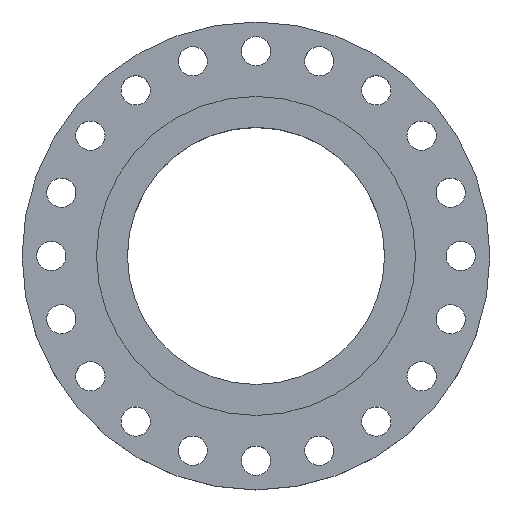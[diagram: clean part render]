
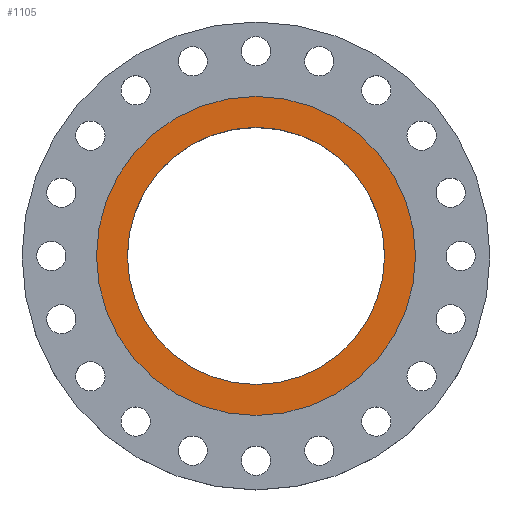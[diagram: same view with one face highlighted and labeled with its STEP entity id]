
A CAD part, top view. The second image highlights one B-rep face of the part: STEP entity #1105.
In plain terms, the highlighted planar face has unit normal (0, 0, 1).
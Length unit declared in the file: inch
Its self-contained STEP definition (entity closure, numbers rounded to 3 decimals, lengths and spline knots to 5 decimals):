
#54 = CARTESIAN_POINT ( 'NONE',  ( 6.045, 0., 0. ) ) ;
#56 = DIRECTION ( 'NONE',  ( 1., 0., 0. ) ) ;
#77 = CARTESIAN_POINT ( 'NONE',  ( 0., 0., 0. ) ) ;
#99 = DIRECTION ( 'NONE',  ( 0., 0., 1. ) ) ;
#150 = DIRECTION ( 'NONE',  ( 1., 0., 0. ) ) ;
#173 = DIRECTION ( 'NONE',  ( 1., 0., 0. ) ) ;
#227 = AXIS2_PLACEMENT_3D ( 'NONE', #77, #99, #732 ) ;
#243 = EDGE_LOOP ( 'NONE', ( #739, #1513 ) ) ;
#251 = CARTESIAN_POINT ( 'NONE',  ( 7.5, 0., 0. ) ) ;
#311 = CARTESIAN_POINT ( 'NONE',  ( -6.045, 0., 0. ) ) ;
#321 = CIRCLE ( 'NONE', #1535, 6.045 ) ;
#351 = DIRECTION ( 'NONE',  ( 0., 0., 1. ) ) ;
#362 = DIRECTION ( 'NONE',  ( -1., 0., 0. ) ) ;
#387 = EDGE_CURVE ( 'NONE', #729, #1716, #321, .T. ) ;
#486 = FACE_BOUND ( 'NONE', #243, .T. ) ;
#517 = CARTESIAN_POINT ( 'NONE',  ( -7.5, 0., 0. ) ) ;
#716 = ORIENTED_EDGE ( 'NONE', *, *, #1781, .T. ) ;
#729 = VERTEX_POINT ( 'NONE', #54 ) ;
#732 = DIRECTION ( 'NONE',  ( 1., 0., 0. ) ) ;
#739 = ORIENTED_EDGE ( 'NONE', *, *, #387, .F. ) ;
#757 = AXIS2_PLACEMENT_3D ( 'NONE', #969, #351, #173 ) ;
#834 = DIRECTION ( 'NONE',  ( 0., 0., 1. ) ) ;
#849 = AXIS2_PLACEMENT_3D ( 'NONE', #1728, #1752, #150 ) ;
#858 = CIRCLE ( 'NONE', #227, 6.045 ) ;
#969 = CARTESIAN_POINT ( 'NONE',  ( 0., 0., 0. ) ) ;
#974 = FACE_OUTER_BOUND ( 'NONE', #1285, .T. ) ;
#1105 = ADVANCED_FACE ( 'NONE', ( #486, #974 ), #1779, .F. ) ;
#1219 = VERTEX_POINT ( 'NONE', #517 ) ;
#1243 = CIRCLE ( 'NONE', #757, 7.5 ) ;
#1285 = EDGE_LOOP ( 'NONE', ( #716, #1737 ) ) ;
#1420 = VERTEX_POINT ( 'NONE', #251 ) ;
#1444 = AXIS2_PLACEMENT_3D ( 'NONE', #1770, #1890, #362 ) ;
#1459 = CARTESIAN_POINT ( 'NONE',  ( 0., 0., 0. ) ) ;
#1467 = EDGE_CURVE ( 'NONE', #1716, #729, #858, .T. ) ;
#1513 = ORIENTED_EDGE ( 'NONE', *, *, #1467, .F. ) ;
#1535 = AXIS2_PLACEMENT_3D ( 'NONE', #1459, #834, #56 ) ;
#1716 = VERTEX_POINT ( 'NONE', #311 ) ;
#1728 = CARTESIAN_POINT ( 'NONE',  ( 0., 0., 0. ) ) ;
#1737 = ORIENTED_EDGE ( 'NONE', *, *, #1823, .T. ) ;
#1743 = CIRCLE ( 'NONE', #849, 7.5 ) ;
#1752 = DIRECTION ( 'NONE',  ( 0., 0., 1. ) ) ;
#1770 = CARTESIAN_POINT ( 'NONE',  ( 0., 6.045, 0. ) ) ;
#1779 = PLANE ( 'NONE',  #1444 ) ;
#1781 = EDGE_CURVE ( 'NONE', #1420, #1219, #1243, .T. ) ;
#1823 = EDGE_CURVE ( 'NONE', #1219, #1420, #1743, .T. ) ;
#1890 = DIRECTION ( 'NONE',  ( 0., 0., -1. ) ) ;
